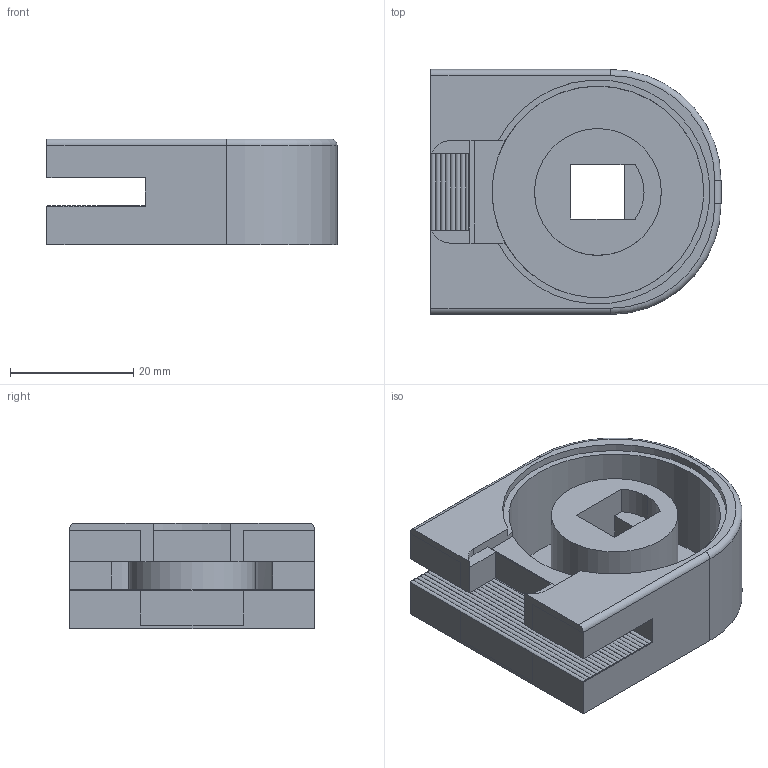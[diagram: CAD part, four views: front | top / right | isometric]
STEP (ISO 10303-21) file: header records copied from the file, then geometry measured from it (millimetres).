
FILE_DESCRIPTION(/* description */ (''),/* implementation_level */ '2;1');
FILE_NAME(/* name */ 'Up-Facing Diffuser_v5.step',/* time_stamp */ '2025-04-08T13:46:01-04:00',/* author */ (''),/* organization */ (''),/* preprocessor_version */ 'ST-DEVELOPER v20.1',/* originating_system */ 'Autodesk Translation Framework v14.4.0.0',/* authorisation */ '');
FILE_SCHEMA (('AUTOMOTIVE_DESIGN { 1 0 10303 214 3 1 1 }'));
Length unit declared in the file: millimetre
Products named in the file (2): Up-Facing Diffuser; Light Diffuser
Assembly tree (1 placements, depth 2):
  Up-Facing Diffuser
    Light Diffuser
Bounding box: 47.11 x 39.79 x 17.2 mm (x, y, z)
Volume: 15035.2 mm3; surface area: 10006 mm2
Topology: 1 solids, 1 shells, 131 faces, 345 edges, 214 vertices
Faces by surface type: plane 88, cylinder 41, torus 2
Full cylindrical faces by diameter (mm): 20.6 x1, 34.4 x1
Entity records: 4196 total; most frequent: CARTESIAN_POINT 872, ORIENTED_EDGE 690, DIRECTION 685, EDGE_CURVE 345, LINE 243, VECTOR 243, AXIS2_PLACEMENT_3D 221, VERTEX_POINT 214
